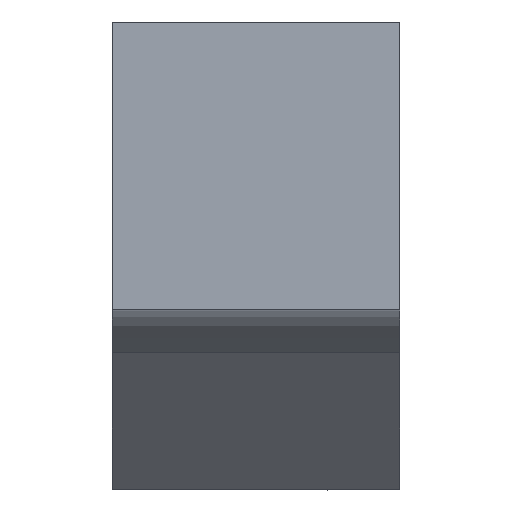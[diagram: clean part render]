
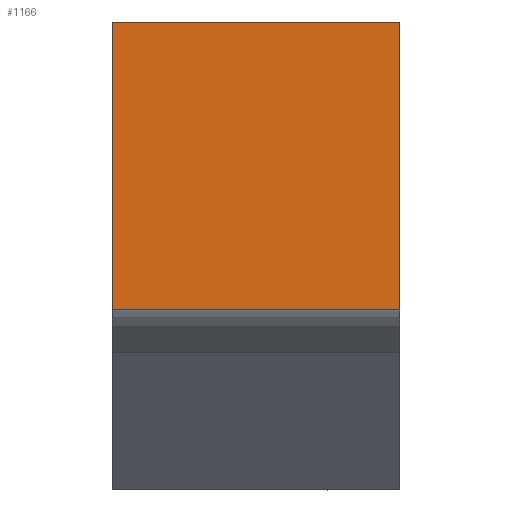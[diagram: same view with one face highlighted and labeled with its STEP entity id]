
A CAD part, left-side view. The second image highlights one B-rep face of the part: STEP entity #1166.
In plain terms, the highlighted planar face has unit normal (-1, 0, 0).
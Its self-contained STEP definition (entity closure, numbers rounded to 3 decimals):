
#60 = VECTOR ( 'NONE', #278, 1000. ) ;
#69 = EDGE_CURVE ( 'NONE', #312, #743, #640, .T. ) ;
#96 = CARTESIAN_POINT ( 'NONE',  ( 0., 8., 8. ) ) ;
#108 = CARTESIAN_POINT ( 'NONE',  ( 0., 0., 0. ) ) ;
#131 = CARTESIAN_POINT ( 'NONE',  ( 0., 8., 8. ) ) ;
#161 = CARTESIAN_POINT ( 'NONE',  ( 0., 0., 8. ) ) ;
#243 = VECTOR ( 'NONE', #667, 1000. ) ;
#249 = FACE_OUTER_BOUND ( 'NONE', #593, .T. ) ;
#265 = ORIENTED_EDGE ( 'NONE', *, *, #69, .F. ) ;
#278 = DIRECTION ( 'NONE',  ( 0., -1., 0. ) ) ;
#282 = LINE ( 'NONE', #760, #1278 ) ;
#283 = CARTESIAN_POINT ( 'NONE',  ( 0., 8., 8. ) ) ;
#312 = VERTEX_POINT ( 'NONE', #161 ) ;
#322 = CARTESIAN_POINT ( 'NONE',  ( 0., 0., 8. ) ) ;
#326 = DIRECTION ( 'NONE',  ( 1., 0., 0. ) ) ;
#338 = ORIENTED_EDGE ( 'NONE', *, *, #1103, .T. ) ;
#366 = ORIENTED_EDGE ( 'NONE', *, *, #1114, .T. ) ;
#415 = EDGE_CURVE ( 'NONE', #772, #312, #1282, .T. ) ;
#433 = VECTOR ( 'NONE', #934, 1000. ) ;
#502 = AXIS2_PLACEMENT_3D ( 'NONE', #131, #326, #809 ) ;
#571 = ORIENTED_EDGE ( 'NONE', *, *, #415, .F. ) ;
#593 = EDGE_LOOP ( 'NONE', ( #265, #571, #338, #366 ) ) ;
#640 = LINE ( 'NONE', #322, #433 ) ;
#658 = PLANE ( 'NONE',  #502 ) ;
#667 = DIRECTION ( 'NONE',  ( 0., -1., 0. ) ) ;
#743 = VERTEX_POINT ( 'NONE', #108 ) ;
#760 = CARTESIAN_POINT ( 'NONE',  ( 0., 8., 8. ) ) ;
#772 = VERTEX_POINT ( 'NONE', #96 ) ;
#809 = DIRECTION ( 'NONE',  ( 0., 0., 1. ) ) ;
#852 = LINE ( 'NONE', #995, #243 ) ;
#934 = DIRECTION ( 'NONE',  ( 0., 0., -1. ) ) ;
#946 = VERTEX_POINT ( 'NONE', #1025 ) ;
#976 = DIRECTION ( 'NONE',  ( 0., 0., -1. ) ) ;
#995 = CARTESIAN_POINT ( 'NONE',  ( 0., 149.816, 0. ) ) ;
#1025 = CARTESIAN_POINT ( 'NONE',  ( 0., 8., 0. ) ) ;
#1103 = EDGE_CURVE ( 'NONE', #772, #946, #282, .T. ) ;
#1114 = EDGE_CURVE ( 'NONE', #946, #743, #852, .T. ) ;
#1166 = ADVANCED_FACE ( 'NONE', ( #249 ), #658, .F. ) ;
#1278 = VECTOR ( 'NONE', #976, 1000. ) ;
#1282 = LINE ( 'NONE', #283, #60 ) ;
